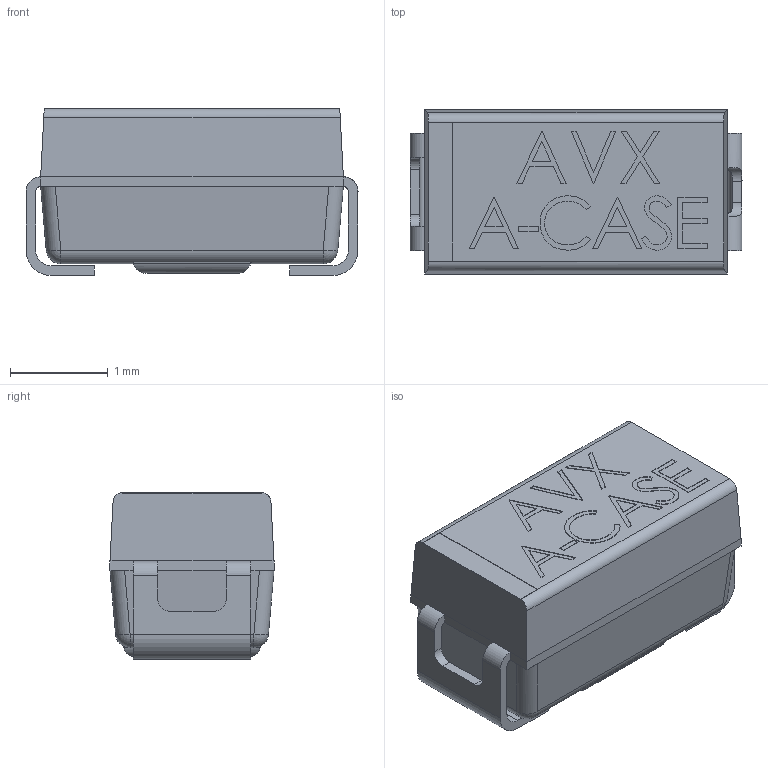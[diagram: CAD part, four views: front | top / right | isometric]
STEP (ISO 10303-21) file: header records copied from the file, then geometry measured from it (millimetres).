
FILE_DESCRIPTION (( 'STEP AP214' ), '1' );
FILE_NAME ('User Library-AVX_ACASE.STEP', '2014-11-22T01:11:50', ( 'Windows User' ), ( '' ), 'SwSTEP 2.0', 'SolidWorks 2015', '' );
FILE_SCHEMA (( 'AUTOMOTIVE_DESIGN' ));
Length unit declared in the file: millimetre
Products named in the file (1): User Library-AVX_ACASE
Bounding box: 3.4 x 1.68 x 1.71 mm (x, y, z)
Volume: 8.6 mm3; surface area: 35.6 mm2
Topology: 2 solids, 2 shells, 197 faces, 507 edges, 322 vertices
Faces by surface type: plane 139, cylinder 30, bspline 24, sphere 4
Entity records: 9322 total; most frequent: CARTESIAN_POINT 2514, ORIENTED_EDGE 1014, DIRECTION 827, EDGE_CURVE 507, VECTOR 399, LINE 399, VERTEX_POINT 322, AXIS2_PLACEMENT_3D 214
